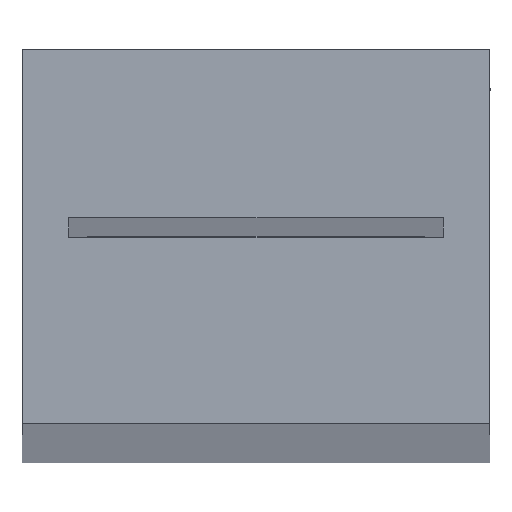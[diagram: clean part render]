
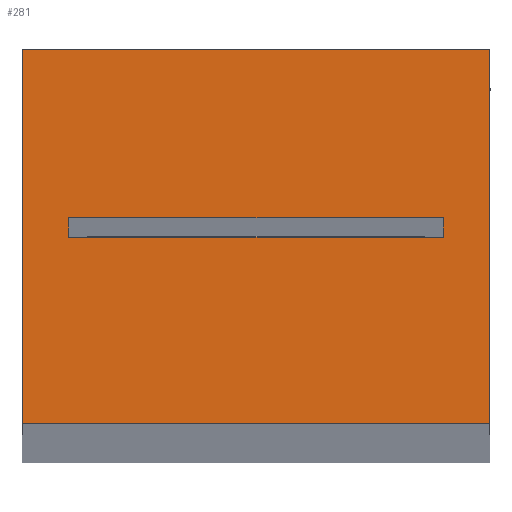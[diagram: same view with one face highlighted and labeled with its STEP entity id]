
A CAD part, top view. The second image highlights one B-rep face of the part: STEP entity #281.
In plain terms, the highlighted planar face has unit normal (0, 0, 1).
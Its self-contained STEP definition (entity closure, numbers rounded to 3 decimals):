
#18=FACE_BOUND('',#45,.T.);
#27=FACE_OUTER_BOUND('',#44,.T.);
#44=EDGE_LOOP('',(#221,#222,#223,#224));
#45=EDGE_LOOP('',(#225,#226,#227,#228));
#53=LINE('',#394,#89);
#57=LINE('',#403,#93);
#61=LINE('',#411,#97);
#64=LINE('',#417,#100);
#67=LINE('',#422,#103);
#70=LINE('',#428,#106);
#75=LINE('',#437,#111);
#76=LINE('',#439,#112);
#89=VECTOR('',#324,10.);
#93=VECTOR('',#330,10.);
#97=VECTOR('',#336,10.);
#100=VECTOR('',#341,10.);
#103=VECTOR('',#346,10.);
#106=VECTOR('',#351,10.);
#111=VECTOR('',#360,10.);
#112=VECTOR('',#363,10.);
#125=VERTEX_POINT('',#392);
#126=VERTEX_POINT('',#393);
#129=VERTEX_POINT('',#401);
#130=VERTEX_POINT('',#402);
#133=VERTEX_POINT('',#410);
#135=VERTEX_POINT('',#416);
#137=VERTEX_POINT('',#425);
#140=VERTEX_POINT('',#435);
#149=EDGE_CURVE('',#125,#126,#53,.T.);
#153=EDGE_CURVE('',#129,#130,#57,.T.);
#157=EDGE_CURVE('',#130,#133,#61,.T.);
#160=EDGE_CURVE('',#135,#133,#64,.T.);
#163=EDGE_CURVE('',#129,#135,#67,.T.);
#166=EDGE_CURVE('',#137,#126,#70,.T.);
#171=EDGE_CURVE('',#140,#125,#75,.T.);
#172=EDGE_CURVE('',#140,#137,#76,.T.);
#221=ORIENTED_EDGE('',*,*,#166,.F.);
#222=ORIENTED_EDGE('',*,*,#172,.F.);
#223=ORIENTED_EDGE('',*,*,#171,.T.);
#224=ORIENTED_EDGE('',*,*,#149,.T.);
#225=ORIENTED_EDGE('',*,*,#153,.T.);
#226=ORIENTED_EDGE('',*,*,#157,.T.);
#227=ORIENTED_EDGE('',*,*,#160,.F.);
#228=ORIENTED_EDGE('',*,*,#163,.F.);
#265=PLANE('',#312);
#281=ADVANCED_FACE('',(#27,#18),#265,.T.);
#312=AXIS2_PLACEMENT_3D('',#438,#361,#362);
#324=DIRECTION('',(-1.,0.,0.));
#330=DIRECTION('',(0.,1.,0.));
#336=DIRECTION('',(1.,0.,0.));
#341=DIRECTION('',(0.,1.,0.));
#346=DIRECTION('',(1.,0.,0.));
#351=DIRECTION('',(0.,1.,0.));
#360=DIRECTION('',(0.,1.,0.));
#361=DIRECTION('center_axis',(0.,0.,1.));
#362=DIRECTION('ref_axis',(1.,0.,0.));
#363=DIRECTION('',(-1.,0.,0.));
#392=CARTESIAN_POINT('',(1250.,2000.,60000.));
#393=CARTESIAN_POINT('',(-1250.,2000.,60000.));
#394=CARTESIAN_POINT('',(1250.,2000.,60000.));
#401=CARTESIAN_POINT('',(-1000.,995.,60000.));
#402=CARTESIAN_POINT('',(-1000.,1100.,60000.));
#403=CARTESIAN_POINT('',(-1000.,995.,60000.));
#410=CARTESIAN_POINT('',(1000.,1100.,60000.));
#411=CARTESIAN_POINT('',(-1000.,1100.,60000.));
#416=CARTESIAN_POINT('',(1000.,995.,60000.));
#417=CARTESIAN_POINT('',(1000.,995.,60000.));
#422=CARTESIAN_POINT('',(1250.,995.,60000.));
#425=CARTESIAN_POINT('',(-1250.,0.,60000.));
#428=CARTESIAN_POINT('',(-1250.,0.,60000.));
#435=CARTESIAN_POINT('',(1250.,0.,60000.));
#437=CARTESIAN_POINT('',(1250.,0.,60000.));
#438=CARTESIAN_POINT('Origin',(-1250.,0.,60000.));
#439=CARTESIAN_POINT('',(1250.,0.,60000.));
